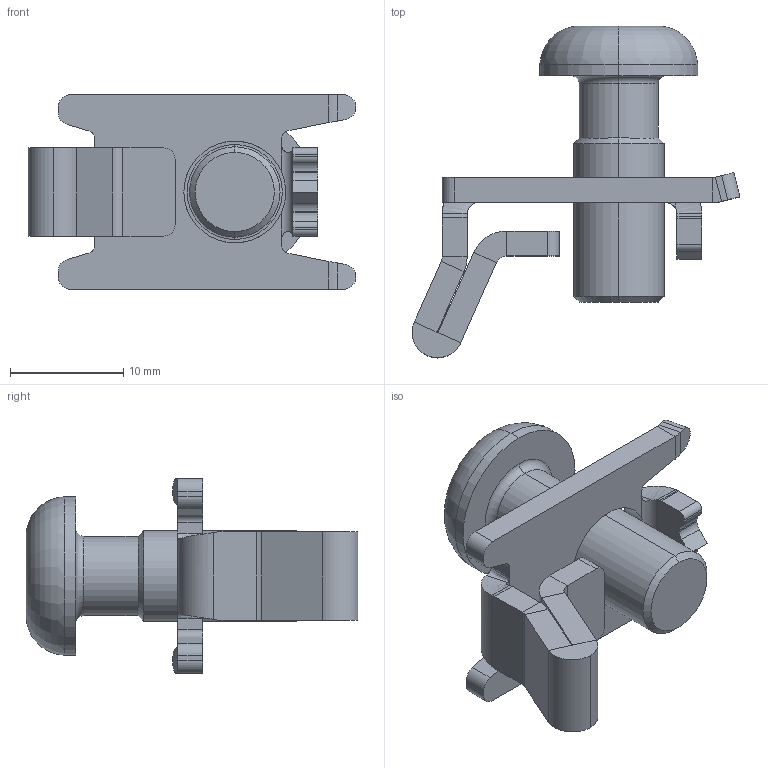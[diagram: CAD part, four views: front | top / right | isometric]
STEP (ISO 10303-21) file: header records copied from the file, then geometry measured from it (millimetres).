
FILE_DESCRIPTION (( 'STEP AP214' ), '1' );
FILE_NAME ('099F0840SM08S01.STEP', '2021-03-01T12:13:36', ( '' ), ( '' ), 'SwSTEP 2.0', 'SolidWorks 2020', '' );
FILE_SCHEMA (( 'AUTOMOTIVE_DESIGN' ));
Length unit declared in the file: millimetre
Products named in the file (3): 099F0840SM08S01; 092143; 4iso7380m0820ms01
Assembly tree (2 placements, depth 2):
  099F0840SM08S01
    092143
    4iso7380m0820ms01
Bounding box: 28.96 x 29.33 x 17.2 mm (x, y, z)
Volume: 2689.4 mm3; surface area: 2562.7 mm2
Topology: 2 solids, 2 shells, 143 faces, 351 edges, 212 vertices
Faces by surface type: plane 77, cylinder 48, bspline 10, cone 4, torus 4
Entity records: 4531 total; most frequent: CARTESIAN_POINT 1077, ORIENTED_EDGE 702, DIRECTION 689, EDGE_CURVE 351, AXIS2_PLACEMENT_3D 238, VECTOR 213, LINE 213, VERTEX_POINT 212
